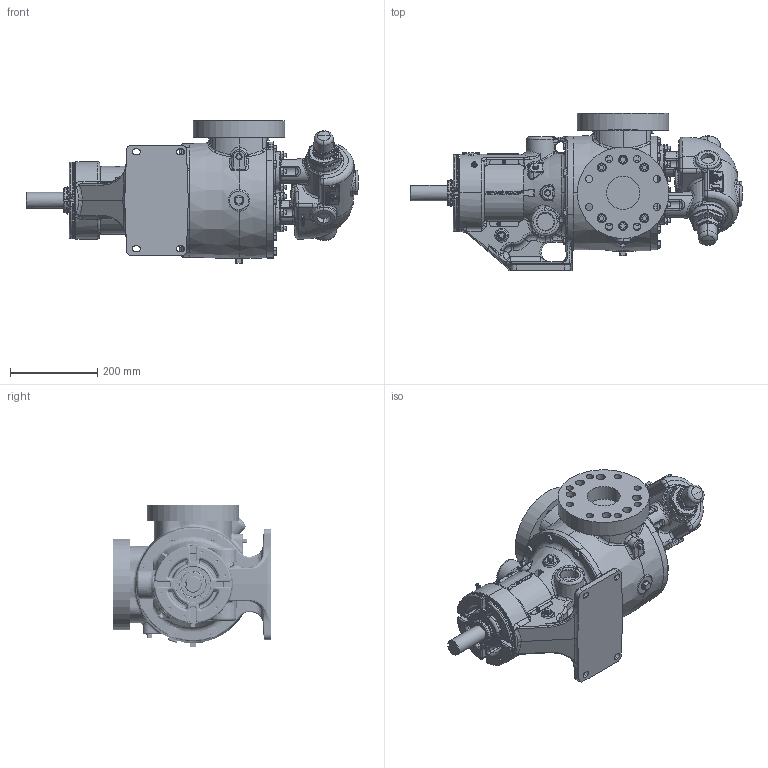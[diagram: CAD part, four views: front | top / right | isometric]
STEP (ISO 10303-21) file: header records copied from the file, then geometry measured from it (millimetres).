
FILE_DESCRIPTION (( 'STEP AP214' ), '1' );
FILE_NAME ('LV-4825.step', '2025-12-05T13:54:50', ( '' ), ( '' ), 'SwSTEP 2.0', 'SolidWorks 2024', '' );
FILE_SCHEMA (( 'AUTOMOTIVE_DESIGN' ));
Length unit declared in the file: inch
Products named in the file (1): LV-4825
Bounding box: 761.85 x 360.36 x 326.71 mm (x, y, z)
Volume: 23568807 mm3; surface area: 1134388.2 mm2
Topology: 1 solids, 1 shells, 5853 faces, 14953 edges, 9321 vertices
Faces by surface type: plane 1931, bspline 1820, cylinder 981, cone 836, torus 191, sphere 94
Entity records: 279020 total; most frequent: CARTESIAN_POINT 152512, ORIENTED_EDGE 29648, DIRECTION 21259, EDGE_CURVE 14824, VERTEX_POINT 9318, AXIS2_PLACEMENT_3D 7863, EDGE_LOOP 6254, FACE_OUTER_BOUND 5853
